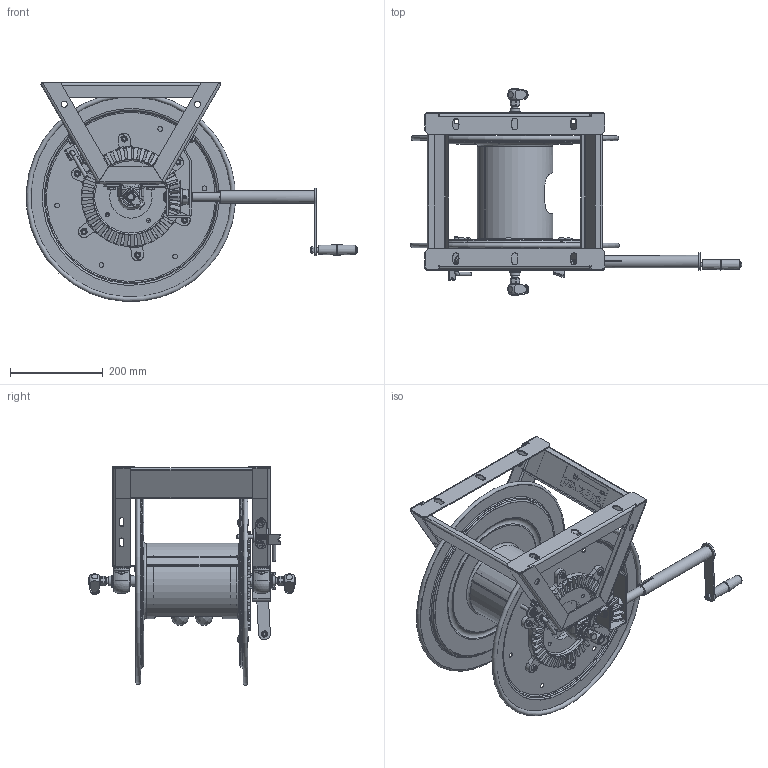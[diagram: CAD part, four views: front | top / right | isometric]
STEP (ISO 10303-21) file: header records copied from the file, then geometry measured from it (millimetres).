
FILE_DESCRIPTION(/* description */ (''),/* implementation_level */ '2;1');
FILE_NAME(/* name */ '1275HPL-C-8-C_SHARED.stp',/* time_stamp */ '2020-03-16T09:51:01-07:00',/* author */ ('NMelton'),/* organization */ (''),/* preprocessor_version */ 'ST-DEVELOPER v17',/* originating_system */ 'Autodesk Inventor 2019',/* authorisation */ '');
FILE_SCHEMA (('AUTOMOTIVE_DESIGN { 1 0 10303 214 3 1 1 }'));
Products named in the file (1): 1275HPL-C-8-C_SHARED
Bounding box: 713.36 x 444.75 x 471.4 mm (x, y, z)
Surface area: 1663876.4 mm2 (no closed solid volume)
Topology: 0 solids, 175 shells, 2207 faces, 7570 edges, 5330 vertices
Faces by surface type: plane 965, cylinder 474, cone 311, bspline 276, torus 136, sphere 45
Full cylindrical faces by diameter (mm): 1.245 x4, 1.321 x7, 2.54 x1, 3.048 x1, 4.978 x2, 6.35 x2, 6.477 x1, 6.858 x1, 6.985 x4, 7.925 x4, 7.937 x6, 7.938 x8, 8.382 x2, 8.712 x4, 8.738 x1, 8.763 x1, 9.271 x1, 10.414 x6, 10.439 x1, 10.541 x1, 10.592 x2, 11.43 x7, 12.192 x10, 12.7 x6, 12.859 x3, 13.398 x2, 13.462 x4, 13.868 x2, 14.186 x4, 14.3 x1
Entity records: 96902 total; most frequent: CARTESIAN_POINT 32259, ORIENTED_EDGE 12367, DIRECTION 12125, EDGE_CURVE 7505, VERTEX_POINT 5331, AXIS2_PLACEMENT_3D 4362, LINE 3401, VECTOR 3401
